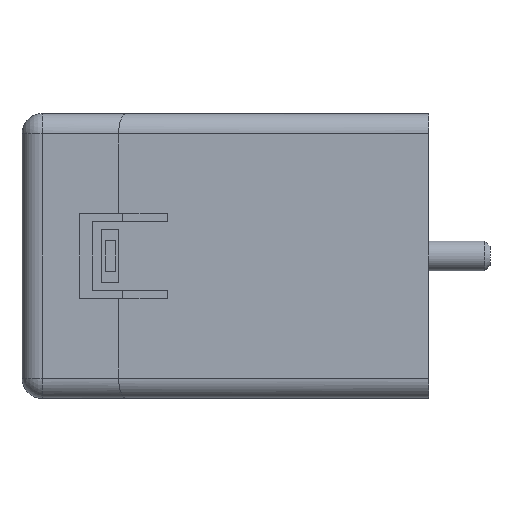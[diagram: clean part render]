
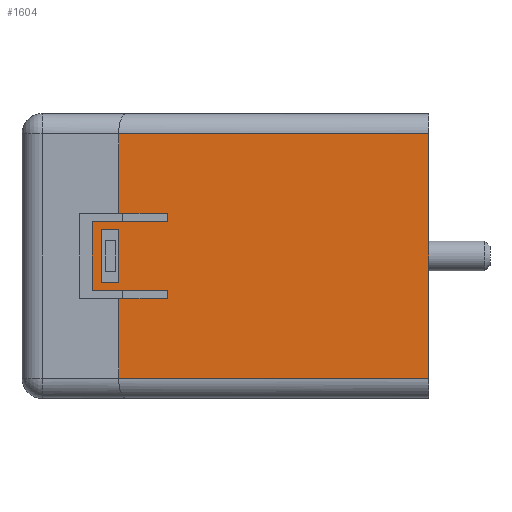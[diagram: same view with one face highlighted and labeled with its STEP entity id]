
A CAD part, left-side view. The second image highlights one B-rep face of the part: STEP entity #1604.
In plain terms, the highlighted planar face has unit normal (-1, 0, 0).
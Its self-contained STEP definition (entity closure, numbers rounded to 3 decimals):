
#1021 = VERTEX_POINT ( 'NONE', #14613 ) ;
#1022 = VERTEX_POINT ( 'NONE', #14614 ) ;
#1024 = VERTEX_POINT ( 'NONE', #14616 ) ;
#1025 = VERTEX_POINT ( 'NONE', #14617 ) ;
#1029 = VERTEX_POINT ( 'NONE', #14621 ) ;
#1030 = VERTEX_POINT ( 'NONE', #14622 ) ;
#1031 = VERTEX_POINT ( 'NONE', #14623 ) ;
#1032 = VERTEX_POINT ( 'NONE', #14624 ) ;
#1033 = VERTEX_POINT ( 'NONE', #14625 ) ;
#1034 = VERTEX_POINT ( 'NONE', #14626 ) ;
#1035 = VERTEX_POINT ( 'NONE', #14627 ) ;
#1036 = VERTEX_POINT ( 'NONE', #14628 ) ;
#1037 = VERTEX_POINT ( 'NONE', #14629 ) ;
#1038 = VERTEX_POINT ( 'NONE', #14630 ) ;
#1039 = VERTEX_POINT ( 'NONE', #14631 ) ;
#1040 = VERTEX_POINT ( 'NONE', #14632 ) ;
#1604 = ADVANCED_FACE ( 'NONE', ( #6585, #6586 ), #7677, .F. ) ;
#1940 = EDGE_CURVE ( 'NONE', #1022, #1021, #6938, .T. ) ;
#1944 = EDGE_CURVE ( 'NONE', #1025, #1024, #6942, .T. ) ;
#1949 = EDGE_CURVE ( 'NONE', #1030, #1029, #6947, .T. ) ;
#1952 = EDGE_CURVE ( 'NONE', #1031, #1025, #6950, .T. ) ;
#1953 = EDGE_CURVE ( 'NONE', #1024, #1032, #6951, .T. ) ;
#1954 = EDGE_CURVE ( 'NONE', #1032, #1031, #6952, .T. ) ;
#1955 = EDGE_CURVE ( 'NONE', #1021, #1033, #6953, .T. ) ;
#1956 = EDGE_CURVE ( 'NONE', #1034, #1033, #6954, .T. ) ;
#1957 = EDGE_CURVE ( 'NONE', #1034, #1030, #6955, .T. ) ;
#1958 = EDGE_CURVE ( 'NONE', #1035, #1029, #6956, .T. ) ;
#1959 = EDGE_CURVE ( 'NONE', #1036, #1035, #6957, .T. ) ;
#1960 = EDGE_CURVE ( 'NONE', #1036, #1037, #6958, .T. ) ;
#1961 = EDGE_CURVE ( 'NONE', #1037, #1038, #6959, .T. ) ;
#1962 = EDGE_CURVE ( 'NONE', #1038, #1039, #6960, .T. ) ;
#1963 = EDGE_CURVE ( 'NONE', #1040, #1039, #6961, .T. ) ;
#1964 = EDGE_CURVE ( 'NONE', #1022, #1040, #6962, .T. ) ;
#2518 = ORIENTED_EDGE ( 'NONE', *, *, #1953, .T. ) ;
#2520 = ORIENTED_EDGE ( 'NONE', *, *, #1952, .T. ) ;
#2521 = ORIENTED_EDGE ( 'NONE', *, *, #1944, .T. ) ;
#2522 = ORIENTED_EDGE ( 'NONE', *, *, #1956, .F. ) ;
#2523 = ORIENTED_EDGE ( 'NONE', *, *, #1954, .T. ) ;
#2524 = ORIENTED_EDGE ( 'NONE', *, *, #1955, .T. ) ;
#2525 = ORIENTED_EDGE ( 'NONE', *, *, #1940, .T. ) ;
#2526 = ORIENTED_EDGE ( 'NONE', *, *, #1957, .T. ) ;
#2527 = ORIENTED_EDGE ( 'NONE', *, *, #1949, .T. ) ;
#2528 = ORIENTED_EDGE ( 'NONE', *, *, #1958, .F. ) ;
#2529 = ORIENTED_EDGE ( 'NONE', *, *, #1960, .T. ) ;
#2530 = ORIENTED_EDGE ( 'NONE', *, *, #1959, .F. ) ;
#2531 = ORIENTED_EDGE ( 'NONE', *, *, #1961, .T. ) ;
#2532 = ORIENTED_EDGE ( 'NONE', *, *, #1962, .T. ) ;
#2533 = ORIENTED_EDGE ( 'NONE', *, *, #1963, .F. ) ;
#2534 = ORIENTED_EDGE ( 'NONE', *, *, #1964, .F. ) ;
#6297 = AXIS2_PLACEMENT_3D ( 'NONE', #7678, #7679, #7680 ) ;
#6585 = FACE_BOUND ( 'NONE', #15732, .T. ) ;
#6586 = FACE_OUTER_BOUND ( 'NONE', #15733, .T. ) ;
#6938 = LINE ( 'NONE', #8603, #8738 ) ;
#6942 = LINE ( 'NONE', #8611, #8742 ) ;
#6947 = LINE ( 'NONE', #8621, #8748 ) ;
#6950 = LINE ( 'NONE', #8892, #8750 ) ;
#6951 = LINE ( 'NONE', #8894, #8751 ) ;
#6952 = LINE ( 'NONE', #8896, #8752 ) ;
#6953 = LINE ( 'NONE', #8898, #8753 ) ;
#6954 = LINE ( 'NONE', #8900, #8754 ) ;
#6955 = LINE ( 'NONE', #8902, #8755 ) ;
#6956 = LINE ( 'NONE', #8904, #8756 ) ;
#6957 = LINE ( 'NONE', #8906, #8757 ) ;
#6958 = LINE ( 'NONE', #8908, #8758 ) ;
#6959 = LINE ( 'NONE', #8910, #8759 ) ;
#6960 = LINE ( 'NONE', #8912, #8760 ) ;
#6961 = LINE ( 'NONE', #8914, #8761 ) ;
#6962 = LINE ( 'NONE', #8916, #8763 ) ;
#7677 = PLANE ( 'NONE',  #6297 ) ;
#7678 = CARTESIAN_POINT ( 'NONE',  ( -14.782, 8.434, 14. ) ) ;
#7679 = DIRECTION ( 'NONE',  ( 1., 0., 0. ) ) ;
#7680 = DIRECTION ( 'NONE',  ( 0., 1., 0. ) ) ;
#8603 = CARTESIAN_POINT ( 'NONE',  ( -14.782, 8.434, 14. ) ) ;
#8604 = DIRECTION ( 'NONE',  ( 0., 0., -1. ) ) ;
#8611 = CARTESIAN_POINT ( 'NONE',  ( -14.782, 8.434, 14. ) ) ;
#8612 = DIRECTION ( 'NONE',  ( 0., 0., -1. ) ) ;
#8621 = CARTESIAN_POINT ( 'NONE',  ( -14.782, 8.434, 14. ) ) ;
#8622 = DIRECTION ( 'NONE',  ( 0., 0., -1. ) ) ;
#8738 = VECTOR ( 'NONE', #8604, 1000. ) ;
#8742 = VECTOR ( 'NONE', #8612, 1000. ) ;
#8748 = VECTOR ( 'NONE', #8622, 1000. ) ;
#8750 = VECTOR ( 'NONE', #8893, 1000. ) ;
#8751 = VECTOR ( 'NONE', #8895, 1000. ) ;
#8752 = VECTOR ( 'NONE', #8897, 1000. ) ;
#8753 = VECTOR ( 'NONE', #8899, 1000. ) ;
#8754 = VECTOR ( 'NONE', #8901, 1000. ) ;
#8755 = VECTOR ( 'NONE', #8903, 1000. ) ;
#8756 = VECTOR ( 'NONE', #8905, 1000. ) ;
#8757 = VECTOR ( 'NONE', #8907, 1000. ) ;
#8758 = VECTOR ( 'NONE', #8909, 1000. ) ;
#8759 = VECTOR ( 'NONE', #8911, 1000. ) ;
#8760 = VECTOR ( 'NONE', #8913, 1000. ) ;
#8761 = VECTOR ( 'NONE', #8915, 1000. ) ;
#8763 = VECTOR ( 'NONE', #8917, 1000. ) ;
#8892 = CARTESIAN_POINT ( 'NONE',  ( -14.782, 6.991, 2.61 ) ) ;
#8893 = DIRECTION ( 'NONE',  ( 0., -1., 0. ) ) ;
#8894 = CARTESIAN_POINT ( 'NONE',  ( -14.782, 6.991, -2.61 ) ) ;
#8895 = DIRECTION ( 'NONE',  ( 0., 1., 0. ) ) ;
#8896 = CARTESIAN_POINT ( 'NONE',  ( -14.782, 10.16, 2.61 ) ) ;
#8897 = DIRECTION ( 'NONE',  ( 0., 0., 1. ) ) ;
#8898 = CARTESIAN_POINT ( 'NONE',  ( -14.782, -22.066, -12. ) ) ;
#8899 = DIRECTION ( 'NONE',  ( 0., -1., 0. ) ) ;
#8900 = CARTESIAN_POINT ( 'NONE',  ( -14.782, -22.066, 14. ) ) ;
#8901 = DIRECTION ( 'NONE',  ( 0., 0., -1. ) ) ;
#8902 = CARTESIAN_POINT ( 'NONE',  ( -14.782, 8.434, 12. ) ) ;
#8903 = DIRECTION ( 'NONE',  ( 0., 1., 0. ) ) ;
#8904 = CARTESIAN_POINT ( 'NONE',  ( -14.782, 8.434, 4.16 ) ) ;
#8905 = DIRECTION ( 'NONE',  ( 0., 1., 0. ) ) ;
#8906 = CARTESIAN_POINT ( 'NONE',  ( -14.782, 3.634, 3.36 ) ) ;
#8907 = DIRECTION ( 'NONE',  ( 0., 0., 1. ) ) ;
#8908 = CARTESIAN_POINT ( 'NONE',  ( -14.782, 6.991, 3.36 ) ) ;
#8909 = DIRECTION ( 'NONE',  ( 0., 1., 0. ) ) ;
#8910 = CARTESIAN_POINT ( 'NONE',  ( -14.782, 11.034, 3.36 ) ) ;
#8911 = DIRECTION ( 'NONE',  ( 0., 0., -1. ) ) ;
#8912 = CARTESIAN_POINT ( 'NONE',  ( -14.782, 6.991, -3.36 ) ) ;
#8913 = DIRECTION ( 'NONE',  ( 0., -1., 0. ) ) ;
#8914 = CARTESIAN_POINT ( 'NONE',  ( -14.782, 3.634, -3.36 ) ) ;
#8915 = DIRECTION ( 'NONE',  ( 0., 0., 1. ) ) ;
#8916 = CARTESIAN_POINT ( 'NONE',  ( -14.782, 8.434, -4.16 ) ) ;
#8917 = DIRECTION ( 'NONE',  ( 0., -1., 0. ) ) ;
#14613 = CARTESIAN_POINT ( 'NONE',  ( -14.782, 8.434, -12. ) ) ;
#14614 = CARTESIAN_POINT ( 'NONE',  ( -14.782, 8.434, -4.16 ) ) ;
#14616 = CARTESIAN_POINT ( 'NONE',  ( -14.782, 8.434, -2.61 ) ) ;
#14617 = CARTESIAN_POINT ( 'NONE',  ( -14.782, 8.434, 2.61 ) ) ;
#14621 = CARTESIAN_POINT ( 'NONE',  ( -14.782, 8.434, 4.16 ) ) ;
#14622 = CARTESIAN_POINT ( 'NONE',  ( -14.782, 8.434, 12. ) ) ;
#14623 = CARTESIAN_POINT ( 'NONE',  ( -14.782, 10.16, 2.61 ) ) ;
#14624 = CARTESIAN_POINT ( 'NONE',  ( -14.782, 10.16, -2.61 ) ) ;
#14625 = CARTESIAN_POINT ( 'NONE',  ( -14.782, -22.066, -12. ) ) ;
#14626 = CARTESIAN_POINT ( 'NONE',  ( -14.782, -22.066, 12. ) ) ;
#14627 = CARTESIAN_POINT ( 'NONE',  ( -14.782, 3.634, 4.16 ) ) ;
#14628 = CARTESIAN_POINT ( 'NONE',  ( -14.782, 3.634, 3.36 ) ) ;
#14629 = CARTESIAN_POINT ( 'NONE',  ( -14.782, 11.034, 3.36 ) ) ;
#14630 = CARTESIAN_POINT ( 'NONE',  ( -14.782, 11.034, -3.36 ) ) ;
#14631 = CARTESIAN_POINT ( 'NONE',  ( -14.782, 3.634, -3.36 ) ) ;
#14632 = CARTESIAN_POINT ( 'NONE',  ( -14.782, 3.634, -4.16 ) ) ;
#15732 = EDGE_LOOP ( 'NONE', ( #2520, #2521, #2518, #2523 ) ) ;
#15733 = EDGE_LOOP ( 'NONE', ( #2525, #2524, #2522, #2526, #2527, #2528, #2530, #2529, #2531, #2532, #2533, #2534 ) ) ;
